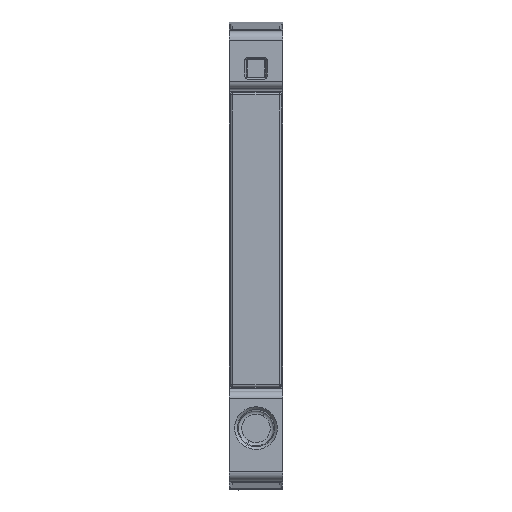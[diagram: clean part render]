
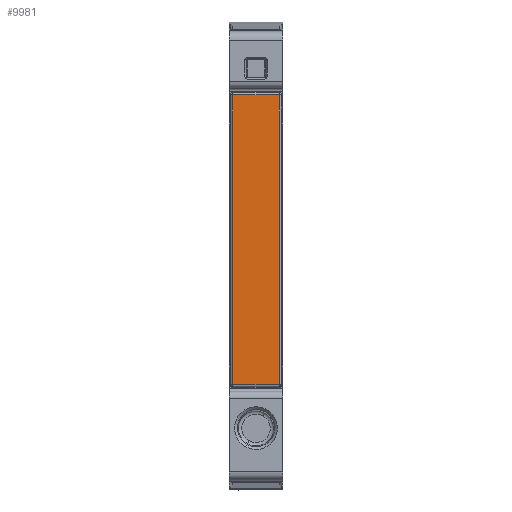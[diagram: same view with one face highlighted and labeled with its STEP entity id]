
A CAD part, top view. The second image highlights one B-rep face of the part: STEP entity #9981.
In plain terms, the highlighted planar face has unit normal (0, 0, 1).
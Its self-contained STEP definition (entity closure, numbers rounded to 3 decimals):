
#9945=AXIS2_PLACEMENT_3D('Plane Axis2P3D',#9942,#9943,#9944) ;
#9942=CARTESIAN_POINT('Axis2P3D Location',(3.,28.113,35.85)) ;
#9947=CARTESIAN_POINT('Line Origine',(5.6,28.113,35.85)) ;
#9951=CARTESIAN_POINT('Vertex',(5.6,11.813,35.85)) ;
#9953=CARTESIAN_POINT('Vertex',(5.6,44.413,35.85)) ;
#9956=CARTESIAN_POINT('Line Origine',(3.,44.413,35.85)) ;
#9960=CARTESIAN_POINT('Vertex',(0.4,44.413,35.85)) ;
#9963=CARTESIAN_POINT('Line Origine',(0.4,28.113,35.85)) ;
#9967=CARTESIAN_POINT('Vertex',(0.4,11.813,35.85)) ;
#9970=CARTESIAN_POINT('Line Origine',(3.,11.813,35.85)) ;
#9943=DIRECTION('Axis2P3D Direction',(0.,0.,1.)) ;
#9944=DIRECTION('Axis2P3D XDirection',(0.,-1.,0.)) ;
#9948=DIRECTION('Vector Direction',(0.,-1.,0.)) ;
#9957=DIRECTION('Vector Direction',(-1.,0.,0.)) ;
#9964=DIRECTION('Vector Direction',(0.,1.,0.)) ;
#9971=DIRECTION('Vector Direction',(1.,0.,0.)) ;
#9949=VECTOR('Line Direction',#9948,1.) ;
#9958=VECTOR('Line Direction',#9957,1.) ;
#9965=VECTOR('Line Direction',#9964,1.) ;
#9972=VECTOR('Line Direction',#9971,1.) ;
#9976=ORIENTED_EDGE('',*,*,#9955,.T.) ;
#9977=ORIENTED_EDGE('',*,*,#9962,.T.) ;
#9978=ORIENTED_EDGE('',*,*,#9969,.T.) ;
#9979=ORIENTED_EDGE('',*,*,#9974,.T.) ;
#9981=ADVANCED_FACE('66902_WAD_6_LRP.1\\WAD 6',(#9980),#9946,.T.) ;
#9955=EDGE_CURVE('',#9952,#9954,#9950,.F.) ;
#9962=EDGE_CURVE('',#9954,#9961,#9959,.T.) ;
#9969=EDGE_CURVE('',#9961,#9968,#9966,.F.) ;
#9974=EDGE_CURVE('',#9968,#9952,#9973,.T.) ;
#9975=EDGE_LOOP('',(#9976,#9977,#9978,#9979)) ;
#9980=FACE_OUTER_BOUND('',#9975,.T.) ;
#9950=LINE('Line',#9947,#9949) ;
#9959=LINE('Line',#9956,#9958) ;
#9966=LINE('Line',#9963,#9965) ;
#9973=LINE('Line',#9970,#9972) ;
#9946=PLANE('',#9945) ;
#9952=VERTEX_POINT('',#9951) ;
#9954=VERTEX_POINT('',#9953) ;
#9961=VERTEX_POINT('',#9960) ;
#9968=VERTEX_POINT('',#9967) ;
